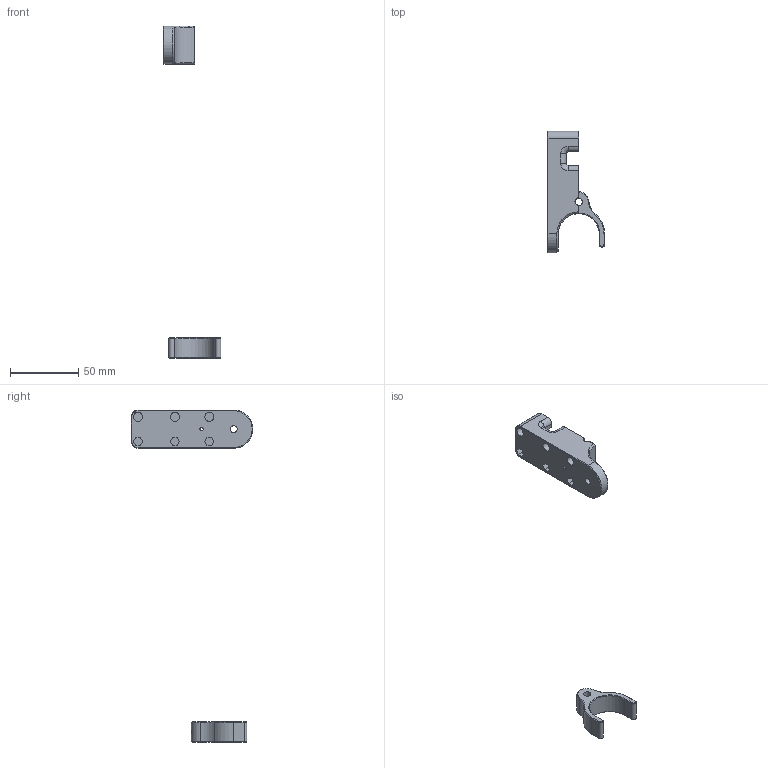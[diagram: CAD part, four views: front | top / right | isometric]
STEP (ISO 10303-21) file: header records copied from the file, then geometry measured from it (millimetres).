
FILE_DESCRIPTION(/* description */ (''),/* implementation_level */ '2;1');
FILE_NAME(/* name */ 'Stooge parts v3.step',/* time_stamp */ '2020-09-17T20:18:53+01:00',/* author */ (''),/* organization */ (''),/* preprocessor_version */ 'ST-DEVELOPER v18.1',/* originating_system */ 'Autodesk Translation Framework v9.3.0.1241',/* authorisation */ '');
FILE_SCHEMA (('AUTOMOTIVE_DESIGN { 1 0 10303 214 3 1 1 }'));
Length unit declared in the file: millimetre
Products named in the file (1): Stooge parts
Bounding box: 42 x 89 x 243 mm (x, y, z)
Volume: 43355.4 mm3; surface area: 15296.2 mm2
Topology: 2 solids, 2 shells, 159 faces, 377 edges, 233 vertices
Faces by surface type: plane 80, cylinder 36, cone 31, bspline 8, torus 4
Full cylindrical faces by diameter (mm): 2.5 x2, 3.6 x6, 5 x1, 5.5 x1, 6.5 x3
Entity records: 4836 total; most frequent: CARTESIAN_POINT 1170, ORIENTED_EDGE 754, DIRECTION 740, EDGE_CURVE 377, AXIS2_PLACEMENT_3D 262, VERTEX_POINT 233, LINE 216, VECTOR 216
